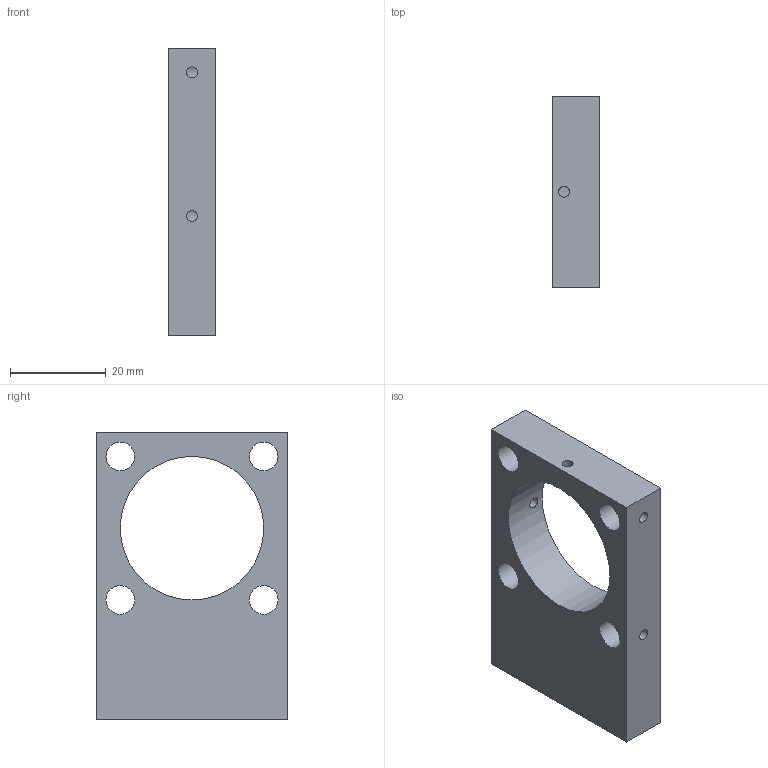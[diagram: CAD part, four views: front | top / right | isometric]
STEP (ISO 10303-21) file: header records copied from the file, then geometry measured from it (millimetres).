
FILE_DESCRIPTION(/* description */ (''),/* implementation_level */ '2;1');
FILE_NAME(/* name */ 'Microbench_Holder_30.stp',/* time_stamp */ '2018-08-27T10:17:40+02:00',/* author */ ('voigt'),/* organization */ (''),/* preprocessor_version */ 'ST-DEVELOPER v16.1',/* originating_system */ 'Autodesk Inventor 2016',/* authorisation */ '');
FILE_SCHEMA (('AUTOMOTIVE_DESIGN { 1 0 10303 214 3 1 1 }'));
Length unit declared in the file: millimetre
Products named in the file (2): 00012311; Microbench_Holder_30
Assembly tree (1 placements, depth 2):
  Microbench_Holder_30
    00012311
Bounding box: 10 x 40 x 60 mm (x, y, z)
Volume: 15103.5 mm3; surface area: 7443.7 mm2
Topology: 1 solids, 1 shells, 31 faces, 93 edges, 65 vertices
Faces by surface type: cylinder 18, plane 7, cone 6
Full cylindrical faces by diameter (mm): 2.3 x6, 3.141 x2, 4 x2, 4.773 x1, 6 x5, 6.6 x1, 30 x1
Entity records: 1072 total; most frequent: CARTESIAN_POINT 324, DIRECTION 140, ORIENTED_EDGE 96, EDGE_LOOP 78, AXIS2_PLACEMENT_3D 64, EDGE_CURVE 48, FACE_BOUND 47, VERTEX_POINT 44
